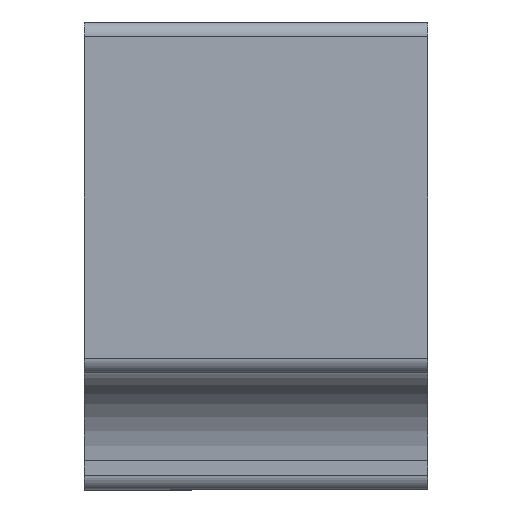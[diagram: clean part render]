
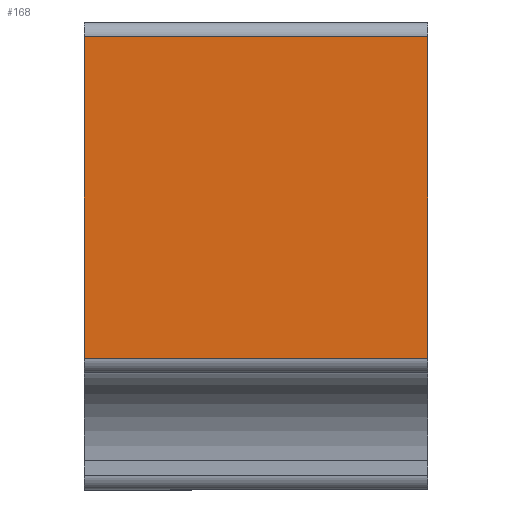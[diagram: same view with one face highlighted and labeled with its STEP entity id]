
A CAD part, left-side view. The second image highlights one B-rep face of the part: STEP entity #168.
In plain terms, the highlighted planar face has unit normal (-1, 0, 0).
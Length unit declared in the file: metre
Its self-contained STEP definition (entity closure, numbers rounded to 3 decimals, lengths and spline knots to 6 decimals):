
#168=ADVANCED_FACE('',(#349),#350,.F.);
#349=FACE_OUTER_BOUND('',#538,.T.);
#350=PLANE('',#539);
#538=EDGE_LOOP('',(#979,#980,#981,#982));
#539=AXIS2_PLACEMENT_3D('',#983,#984,#985);
#979=ORIENTED_EDGE('',*,*,#1238,.T.);
#980=ORIENTED_EDGE('',*,*,#1321,.F.);
#981=ORIENTED_EDGE('',*,*,#1360,.F.);
#982=ORIENTED_EDGE('',*,*,#1175,.T.);
#983=CARTESIAN_POINT('',(-0.007875,0.008,0.00455));
#984=DIRECTION('',(1.0,0.,0.));
#985=DIRECTION('',(0.,0.,1.0));
#1175=EDGE_CURVE('',#1409,#1407,#1410,.T.);
#1238=EDGE_CURVE('',#1407,#1516,#1518,.T.);
#1321=EDGE_CURVE('',#1641,#1516,#1643,.T.);
#1360=EDGE_CURVE('',#1409,#1641,#1697,.T.);
#1407=VERTEX_POINT('',#1751);
#1409=VERTEX_POINT('',#1753);
#1410=LINE('',#1754,#1755);
#1516=VERTEX_POINT('',#1898);
#1518=LINE('',#1900,#1901);
#1641=VERTEX_POINT('',#2077);
#1643=LINE('',#2079,#2080);
#1697=LINE('',#2158,#2159);
#1751=CARTESIAN_POINT('',(-0.007875,0.01975,0.01555));
#1753=CARTESIAN_POINT('',(-0.007875,0.008,0.01555));
#1754=CARTESIAN_POINT('',(-0.007875,0.008,0.01555));
#1755=VECTOR('',#2219,1.0);
#1898=CARTESIAN_POINT('',(-0.007875,0.01975,0.00455));
#1900=CARTESIAN_POINT('',(-0.007875,0.01975,0.00455));
#1901=VECTOR('',#2296,1.0);
#2077=CARTESIAN_POINT('',(-0.007875,0.008,0.00455));
#2079=CARTESIAN_POINT('',(-0.007875,0.008,0.00455));
#2080=VECTOR('',#2383,1.0);
#2158=CARTESIAN_POINT('',(-0.007875,0.008,0.00455));
#2159=VECTOR('',#2417,1.0);
#2219=DIRECTION('',(0.,1.0,0.));
#2296=DIRECTION('',(0.,0.,-1.0));
#2383=DIRECTION('',(0.,1.0,0.));
#2417=DIRECTION('',(0.,0.,-1.0));
